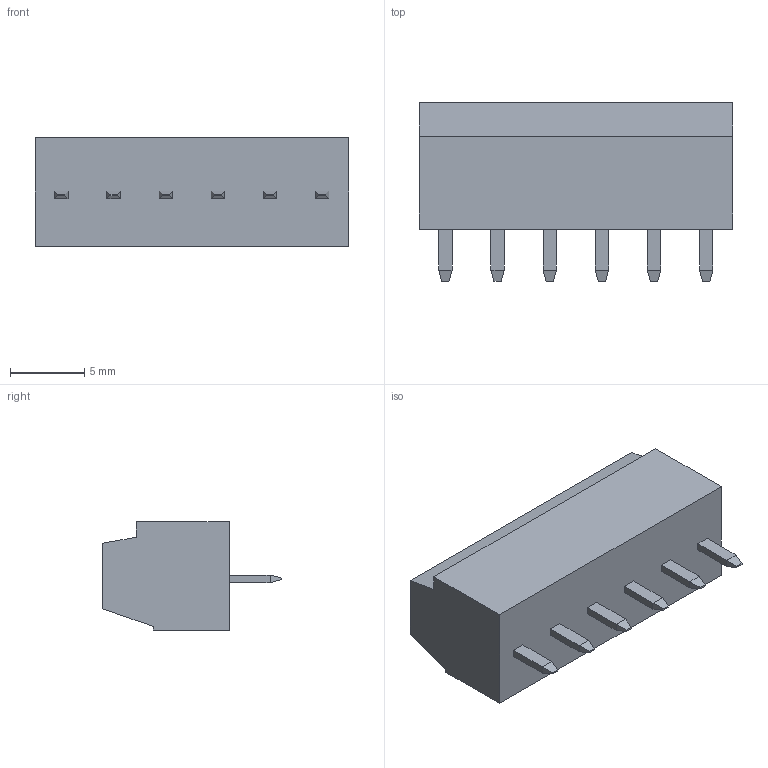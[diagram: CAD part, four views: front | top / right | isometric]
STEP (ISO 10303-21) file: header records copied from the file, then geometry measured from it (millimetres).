
FILE_DESCRIPTION((''),'2;1');
FILE_NAME('393570006','2015-01-07T',('me'),(''),'PRO/ENGINEER BY PARAMETRIC TECHNOLOGY CORPORATION, 2011490','PRO/ENGINEER BY PARAMETRIC TECHNOLOGY CORPORATION, 2011490','');
FILE_SCHEMA(('CONFIG_CONTROL_DESIGN'));
Length unit declared in the file: inch
Products named in the file (1): 393570006
Bounding box: 21.08 x 12.01 x 7.29 mm (x, y, z)
Volume: 1052.2 mm3; surface area: 1076.2 mm2
Topology: 1 solids, 1 shells, 172 faces, 414 edges, 268 vertices
Faces by surface type: plane 148, cone 12, cylinder 12
Entity records: 4909 total; most frequent: DIRECTION 832, CARTESIAN_POINT 831, ORIENTED_EDGE 792, EDGE_CURVE 396, VECTOR 342, LINE 342, AXIS2_PLACEMENT_3D 245, VERTEX_POINT 244
